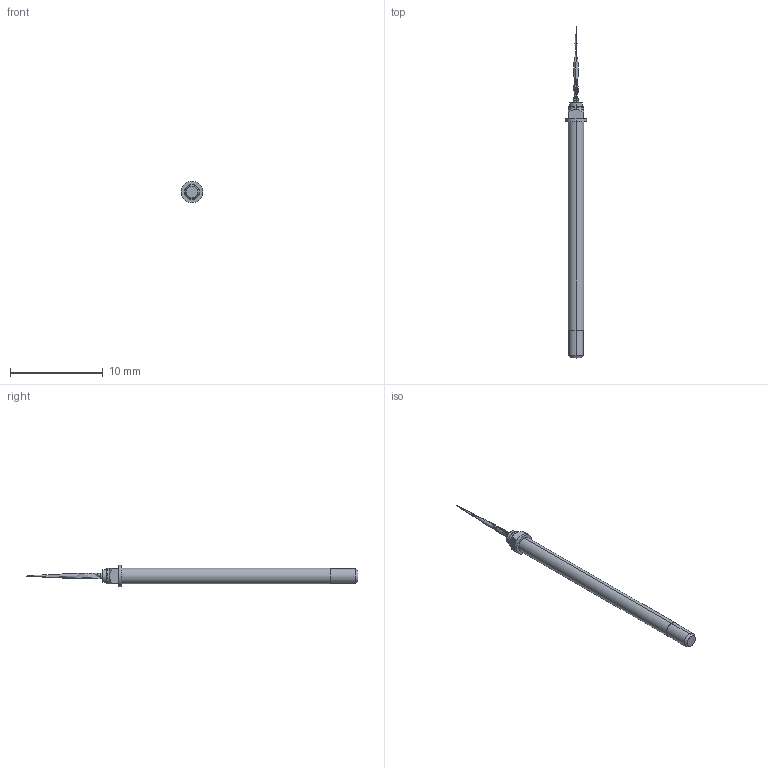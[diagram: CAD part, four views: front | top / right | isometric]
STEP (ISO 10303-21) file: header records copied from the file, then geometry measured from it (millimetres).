
FILE_DESCRIPTION (( 'STEP AP203' ), '1' );
FILE_NAME ('INGUN_GKS-112_209_060_N_xx02_M.STEP', '2022-01-14T09:55:13', ( 'ochi' ), ( '' ), 'SwSTEP 2.0', 'SolidWorks 2018', '' );
FILE_SCHEMA (( 'CONFIG_CONTROL_DESIGN' ));
Length unit declared in the file: millimetre
Products named in the file (1): INGUN_GKS-112_209_060_N_xx02_M
Bounding box: 2.3 x 35.8 x 2.3 mm (x, y, z)
Volume: 60.7 mm3; surface area: 161 mm2
Topology: 1 solids, 1 shells, 110 faces, 311 edges, 190 vertices
Faces by surface type: bspline 50, torus 25, plane 13, cylinder 12, cone 10
Entity records: 4476 total; most frequent: CARTESIAN_POINT 2152, ORIENTED_EDGE 586, EDGE_CURVE 293, DIRECTION 278, B_SPLINE_CURVE_WITH_KNOTS 201, VERTEX_POINT 190, AXIS2_PLACEMENT_3D 125, EDGE_LOOP 115
